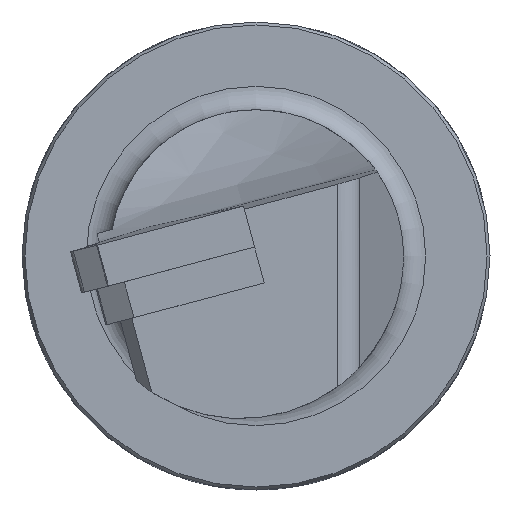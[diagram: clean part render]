
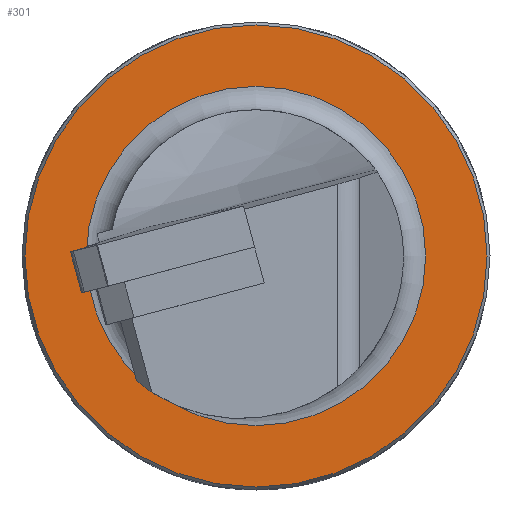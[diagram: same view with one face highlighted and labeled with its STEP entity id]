
A CAD part, left-side view. The second image highlights one B-rep face of the part: STEP entity #301.
In plain terms, the highlighted planar face has unit normal (-1, 0, 0).
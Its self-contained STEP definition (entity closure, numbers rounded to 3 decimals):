
#229=FACE_BOUND('',#488,.T.);
#230=FACE_BOUND('',#489,.T.);
#243=CIRCLE('',#1374,19.75);
#248=CIRCLE('',#1405,14.5);
#301=ADVANCED_FACE('',(#229,#230),#356,.T.);
#356=PLANE('',#1406);
#488=EDGE_LOOP('',(#684));
#489=EDGE_LOOP('',(#685));
#684=ORIENTED_EDGE('',*,*,#1060,.F.);
#685=ORIENTED_EDGE('',*,*,#1038,.T.);
#917=VERTEX_POINT('',#2309);
#924=VERTEX_POINT('',#2513);
#1038=EDGE_CURVE('',#917,#917,#243,.T.);
#1060=EDGE_CURVE('',#924,#924,#248,.T.);
#1374=AXIS2_PLACEMENT_3D('',#2308,#1542,#1543);
#1405=AXIS2_PLACEMENT_3D('',#2512,#1620,#1621);
#1406=AXIS2_PLACEMENT_3D('',#2514,#1622,#1623);
#1542=DIRECTION('',(-1.,0.,0.));
#1543=DIRECTION('',(0.,0.,1.));
#1620=DIRECTION('',(-1.,0.,0.));
#1621=DIRECTION('',(0.,0.,-1.));
#1622=DIRECTION('',(-1.,0.,0.));
#1623=DIRECTION('',(0.,0.,1.));
#2308=CARTESIAN_POINT('',(50.,0.,0.));
#2309=CARTESIAN_POINT('',(50.,0.,19.75));
#2512=CARTESIAN_POINT('',(50.,0.,0.));
#2513=CARTESIAN_POINT('',(50.,0.,-14.5));
#2514=CARTESIAN_POINT('',(50.,-132.017,0.));
